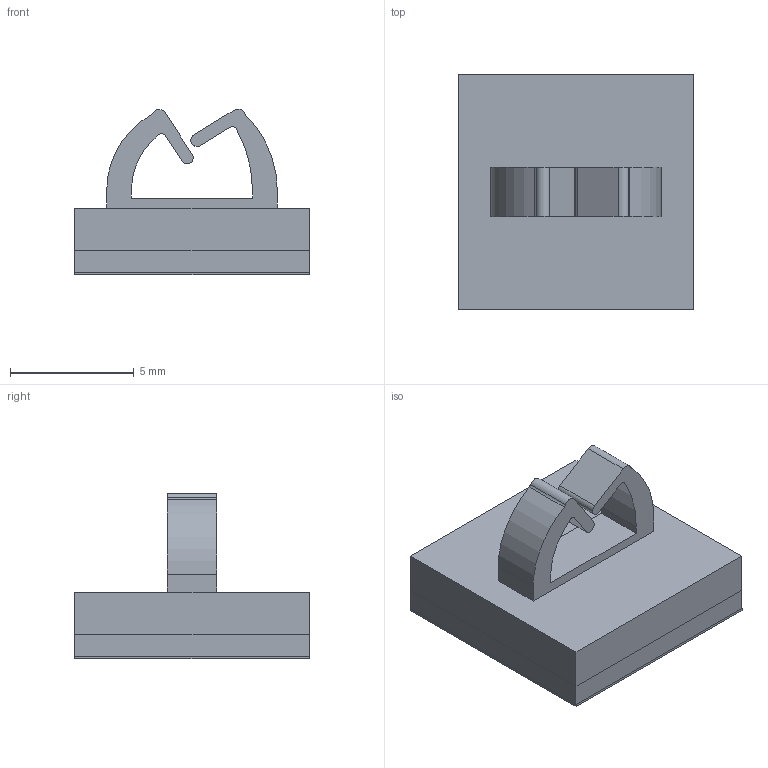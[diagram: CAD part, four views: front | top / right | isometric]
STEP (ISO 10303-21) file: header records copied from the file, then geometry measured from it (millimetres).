
FILE_DESCRIPTION( ( 'Unknown' ), '1' );
FILE_NAME( '522210000.stp', 'Unknown', ( 'Unknown' ), ( 'Unknown' ), 'PSStep 17.0.49', 'Unknown', ' ' );
FILE_SCHEMA( ( 'AUTOMOTIVE_DESIGN { 1 0 10303 214 1 1 1 1 }' ) );
Length unit declared in the file: millimetre
Products named in the file (4): Assem1; 522210000; Adhesive tape; Release tape
Assembly tree (3 placements, depth 2):
  Assem1
    522210000
    Adhesive tape
    Release tape
Bounding box: 9.5 x 9.5 x 6.71 mm (x, y, z)
Volume: 266.8 mm3; surface area: 712.1 mm2
Topology: 3 solids, 3 shells, 41 faces, 102 edges, 68 vertices
Faces by surface type: plane 29, cylinder 12
Entity records: 1618 total; most frequent: DIRECTION 216, CARTESIAN_POINT 215, ORIENTED_EDGE 204, EDGE_CURVE 102, LINE 78, VECTOR 78, AXIS2_PLACEMENT_3D 69, VERTEX_POINT 68
